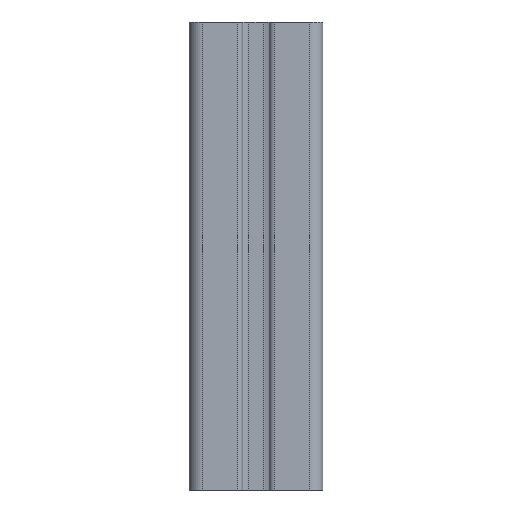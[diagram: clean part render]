
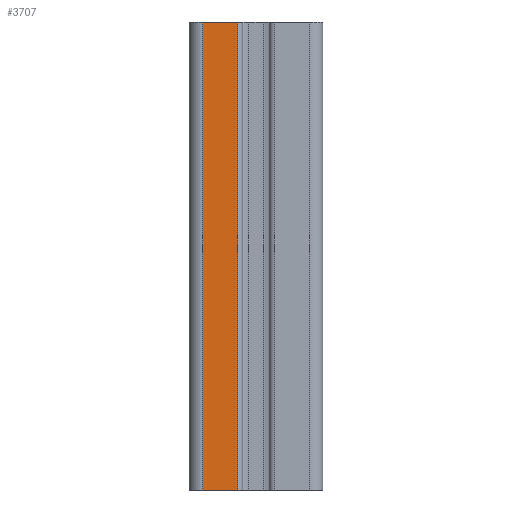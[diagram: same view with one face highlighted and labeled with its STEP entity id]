
A CAD part, front view. The second image highlights one B-rep face of the part: STEP entity #3707.
In plain terms, the highlighted planar face has unit normal (0, -1, 0).
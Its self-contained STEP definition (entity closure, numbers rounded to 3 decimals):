
#1449=VERTEX_POINT('',#4280);
#1743=EDGE_CURVE('',#2451,#3511,#4601,.T.);
#1997=EDGE_CURVE('',#1449,#3511,#4879,.T.);
#2297=EDGE_CURVE('',#2451,#2915,#5206,.T.);
#2451=VERTEX_POINT('',#5374);
#2557=EDGE_CURVE('',#2915,#1449,#5491,.T.);
#2915=VERTEX_POINT('',#5883);
#3511=VERTEX_POINT('',#6538);
#3707=ADVANCED_FACE('',(#6750),#6751,.T.);
#4280=CARTESIAN_POINT('',(14.5,0.0,140.0));
#4601=LINE('',#7790,#7791);
#4879=LINE('',#8171,#8172);
#5206=LINE('',#8631,#8632);
#5374=CARTESIAN_POINT('',(4.0,0.0,0.0));
#5491=LINE('',#9010,#9011);
#5883=CARTESIAN_POINT('',(14.5,0.0,0.0));
#6538=CARTESIAN_POINT('',(4.0,0.0,140.0));
#6750=FACE_OUTER_BOUND('',#10708,.T.);
#6751=PLANE('',#10709);
#7790=CARTESIAN_POINT('',(4.0,0.0,0.0));
#7791=VECTOR('',#11898,1.0);
#8171=CARTESIAN_POINT('',(4.0,0.0,140.0));
#8172=VECTOR('',#12213,1.0);
#8631=CARTESIAN_POINT('',(4.0,0.0,0.0));
#8632=VECTOR('',#12741,1.0);
#9010=CARTESIAN_POINT('',(14.5,0.0,0.0));
#9011=VECTOR('',#13038,1.0);
#10708=EDGE_LOOP('',(#14559,#14560,#14561,#14562));
#10709=AXIS2_PLACEMENT_3D('',#14563,#14564,#14565);
#11898=DIRECTION('',(0.0,0.0,1.0));
#12213=DIRECTION('',(-1.0,-0.0,-0.0));
#12741=DIRECTION('',(1.0,0.0,0.0));
#13038=DIRECTION('',(0.0,0.0,1.0));
#14559=ORIENTED_EDGE('',*,*,#2557,.T.);
#14560=ORIENTED_EDGE('',*,*,#1997,.T.);
#14561=ORIENTED_EDGE('',*,*,#1743,.F.);
#14562=ORIENTED_EDGE('',*,*,#2297,.T.);
#14563=CARTESIAN_POINT('',(36.0,0.0,0.0));
#14564=DIRECTION('',(0.0,-1.0,0.0));
#14565=DIRECTION('',(1.0,0.0,0.0));
